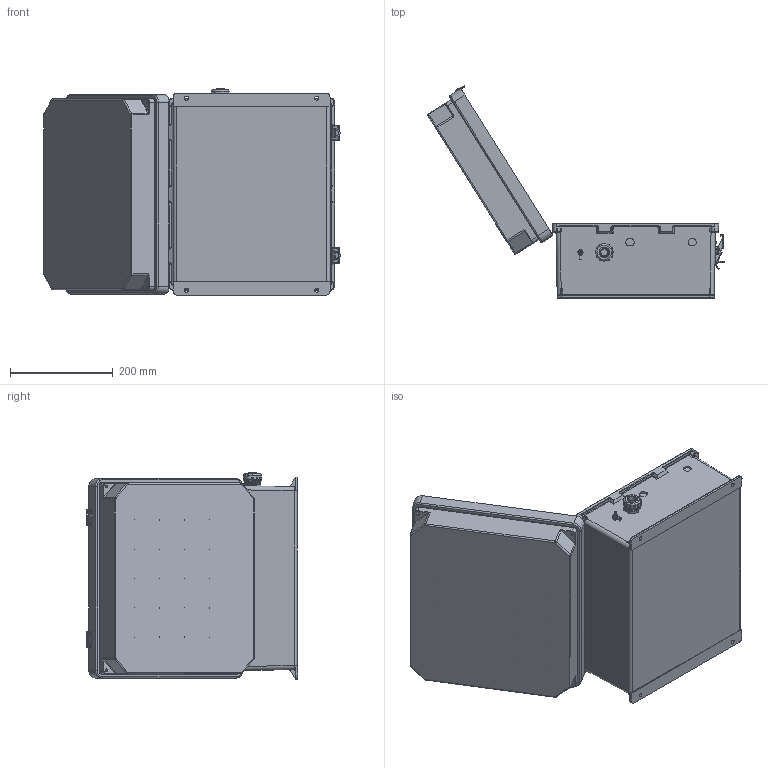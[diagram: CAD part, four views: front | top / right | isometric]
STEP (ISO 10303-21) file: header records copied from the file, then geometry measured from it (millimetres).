
FILE_DESCRIPTION (( 'STEP AP214' ), '1' );
FILE_NAME ('NB141207-4H0N_3D.step', '2025-10-28T17:13:21', ( '' ), ( '' ), 'SwSTEP 2.0', 'SolidWorks 2025', '' );
FILE_SCHEMA (( 'AUTOMOTIVE_DESIGN' ));
Length unit declared in the file: inch
Products named in the file (27): NEMA GroundWire-2; XCT-0011; XFS-0039; XF451-01; 1BE02-008; 1BE04-021; NB141207-Lid-2; NB141207-Box; XC-0003; XMH-0007; XCT-0005; 1BE02-009; NB141207-DoorClasp-1; XCT-0010; XFS-0017; 1BE02-007; NB141207-DoorClasp-2; HYP312; XFW-0002; 1BE02-005; NB141207-Hinge; 10-32 NEMA PLATE SCREW; XFS-0026; 1BE02-006; 1BE02-010; XFN-0003; NB141207-4H0N_3D
Assembly tree (42 placements, depth 2):
  NB141207-4H0N_3D
    NB141207-Box
    NB141207-Hinge  x2
    NB141207-Lid-2
    NB141207-DoorClasp-1  x2
    NB141207-DoorClasp-2  x2
    XC-0003
    XFS-0026
    XCT-0005
    XFN-0003  x2
    XFW-0002
    XF451-01
    XCT-0010
    XCT-0011
    10-32 NEMA PLATE SCREW  x4
    XFS-0017  x3
    XMH-0007  x4
    NEMA GroundWire-2
    1BE04-021
    1BE02-005
    1BE02-006  x2
    1BE02-007  x2
    1BE02-008
    1BE02-009  x2
    1BE02-010  x2
    HYP312
    XFS-0039
Bounding box: 578.07 x 413.05 x 402.37 mm (x, y, z)
Volume: 6632660 mm3; surface area: 2323918.3 mm2
Topology: 48 solids, 49 shells, 3729 faces, 9107 edges, 5482 vertices
Faces by surface type: plane 1089, cylinder 1087, cone 1085, torus 310, bspline 150, sphere 8
Entity records: 84431 total; most frequent: CARTESIAN_POINT 21018, DIRECTION 13492, ORIENTED_EDGE 12958, EDGE_CURVE 6479, AXIS2_PLACEMENT_3D 5157, VERTEX_POINT 3967, LINE 3178, VECTOR 3178
